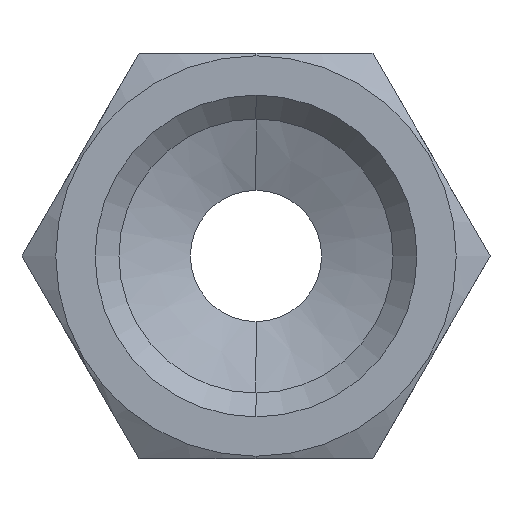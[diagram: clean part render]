
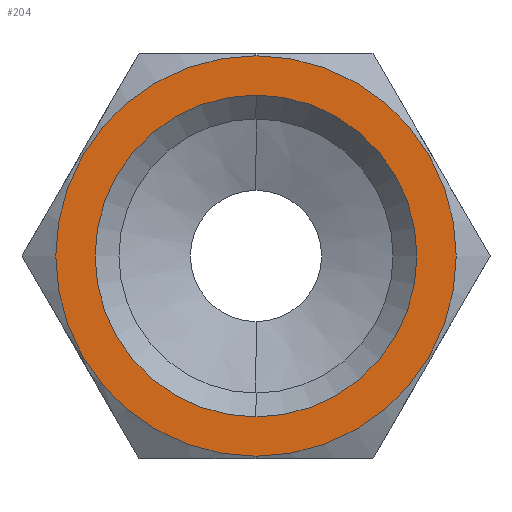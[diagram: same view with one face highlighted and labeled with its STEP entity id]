
A CAD part, front view. The second image highlights one B-rep face of the part: STEP entity #204.
In plain terms, the highlighted planar face has unit normal (0, -1, 0).
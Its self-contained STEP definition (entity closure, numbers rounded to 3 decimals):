
#34 = AXIS2_PLACEMENT_3D ( 'NONE', #936, #937, #938 ) ;
#118 = CARTESIAN_POINT ( 'NONE',  ( 0., -43., -8.4 ) ) ;
#119 = CARTESIAN_POINT ( 'NONE',  ( 0., -43., 8.4 ) ) ;
#130 = CARTESIAN_POINT ( 'NONE',  ( 8.4, -43., 0. ) ) ;
#134 = PLANE ( 'NONE',  #844 ) ;
#171 = VERTEX_POINT ( 'NONE', #118 ) ;
#172 = VERTEX_POINT ( 'NONE', #119 ) ;
#186 = EDGE_LOOP ( 'NONE', ( #344, #340 ) ) ;
#189 = EDGE_LOOP ( 'NONE', ( #335, #341 ) ) ;
#199 = DIRECTION ( 'NONE',  ( 0., 0., -1. ) ) ;
#200 = DIRECTION ( 'NONE',  ( 0., -1., 0. ) ) ;
#204 = ADVANCED_FACE ( 'NONE', ( #418, #419 ), #134, .T. ) ;
#250 = AXIS2_PLACEMENT_3D ( 'NONE', #735, #736, #737 ) ;
#251 = CIRCLE ( 'NONE', #250, 8.4 ) ;
#253 = CIRCLE ( 'NONE', #1164, 6.75 ) ;
#294 = EDGE_CURVE ( 'NONE', #402, #401, #1180, .T. ) ;
#295 = EDGE_CURVE ( 'NONE', #172, #171, #251, .T. ) ;
#300 = EDGE_CURVE ( 'NONE', #401, #402, #253, .T. ) ;
#335 = ORIENTED_EDGE ( 'NONE', *, *, #295, .T. ) ;
#340 = ORIENTED_EDGE ( 'NONE', *, *, #294, .T. ) ;
#341 = ORIENTED_EDGE ( 'NONE', *, *, #747, .T. ) ;
#344 = ORIENTED_EDGE ( 'NONE', *, *, #300, .T. ) ;
#401 = VERTEX_POINT ( 'NONE', #926 ) ;
#402 = VERTEX_POINT ( 'NONE', #927 ) ;
#418 = FACE_OUTER_BOUND ( 'NONE', #189, .T. ) ;
#419 = FACE_BOUND ( 'NONE', #186, .T. ) ;
#732 = CARTESIAN_POINT ( 'NONE',  ( 0., -43., 0. ) ) ;
#733 = DIRECTION ( 'NONE',  ( 0., 1., 0. ) ) ;
#734 = DIRECTION ( 'NONE',  ( 0., 0., 1. ) ) ;
#735 = CARTESIAN_POINT ( 'NONE',  ( 0., -43., 0. ) ) ;
#736 = DIRECTION ( 'NONE',  ( 0., -1., 0. ) ) ;
#737 = DIRECTION ( 'NONE',  ( 0., 0., -1. ) ) ;
#747 = EDGE_CURVE ( 'NONE', #171, #172, #1184, .T. ) ;
#844 = AXIS2_PLACEMENT_3D ( 'NONE', #130, #200, #199 ) ;
#898 = CARTESIAN_POINT ( 'NONE',  ( 0., -43., 0. ) ) ;
#899 = DIRECTION ( 'NONE',  ( 0., 1., 0. ) ) ;
#900 = DIRECTION ( 'NONE',  ( 0., 0., 1. ) ) ;
#926 = CARTESIAN_POINT ( 'NONE',  ( 0., -43., -6.75 ) ) ;
#927 = CARTESIAN_POINT ( 'NONE',  ( 0., -43., 6.75 ) ) ;
#936 = CARTESIAN_POINT ( 'NONE',  ( 0., -43., 0. ) ) ;
#937 = DIRECTION ( 'NONE',  ( 0., -1., 0. ) ) ;
#938 = DIRECTION ( 'NONE',  ( 0., 0., -1. ) ) ;
#1164 = AXIS2_PLACEMENT_3D ( 'NONE', #898, #899, #900 ) ;
#1178 = AXIS2_PLACEMENT_3D ( 'NONE', #732, #733, #734 ) ;
#1180 = CIRCLE ( 'NONE', #1178, 6.75 ) ;
#1184 = CIRCLE ( 'NONE', #34, 8.4 ) ;
